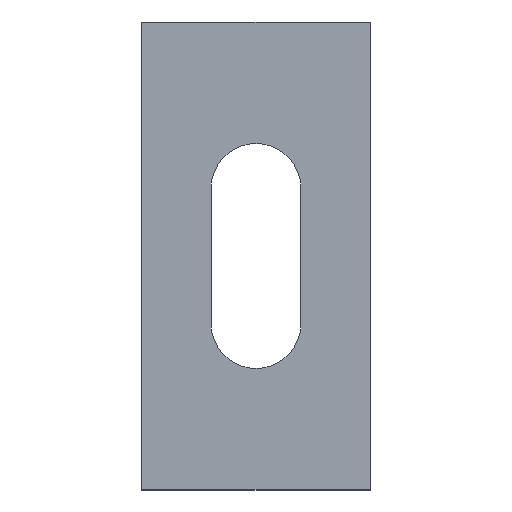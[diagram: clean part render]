
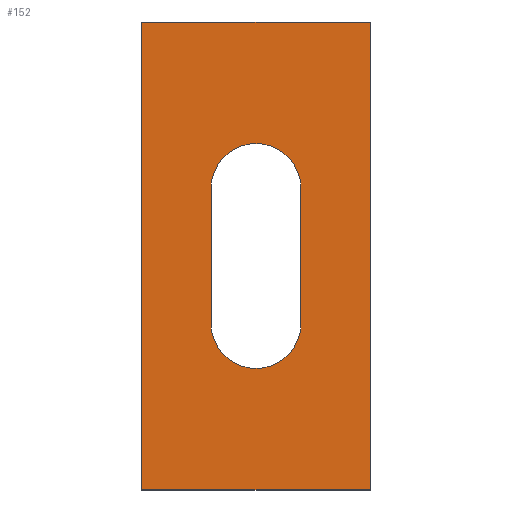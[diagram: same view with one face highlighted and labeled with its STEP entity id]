
A CAD part, top view. The second image highlights one B-rep face of the part: STEP entity #152.
In plain terms, the highlighted planar face has unit normal (0, 0, 1).
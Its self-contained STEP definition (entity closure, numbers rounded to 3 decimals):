
#4 = AXIS2_PLACEMENT_3D ( 'NONE', #70, #8, #189 ) ;
#8 = DIRECTION ( 'NONE',  ( 0., 0., 1. ) ) ;
#9 = EDGE_LOOP ( 'NONE', ( #100, #122, #49, #337 ) ) ;
#15 = VERTEX_POINT ( 'NONE', #31 ) ;
#16 = VECTOR ( 'NONE', #264, 1000. ) ;
#21 = LINE ( 'NONE', #198, #258 ) ;
#23 = ORIENTED_EDGE ( 'NONE', *, *, #215, .T. ) ;
#24 = DIRECTION ( 'NONE',  ( 0., -1., 0. ) ) ;
#31 = CARTESIAN_POINT ( 'NONE',  ( -25., 37.5, 1.5 ) ) ;
#34 = CIRCLE ( 'NONE', #4, 25. ) ;
#36 = CARTESIAN_POINT ( 'NONE',  ( 63.5, -130., 1.5 ) ) ;
#43 = VERTEX_POINT ( 'NONE', #354 ) ;
#49 = ORIENTED_EDGE ( 'NONE', *, *, #315, .F. ) ;
#61 = CARTESIAN_POINT ( 'NONE',  ( 25., -37.5, 1.5 ) ) ;
#62 = CARTESIAN_POINT ( 'NONE',  ( -63.5, 130., 1.5 ) ) ;
#65 = CARTESIAN_POINT ( 'NONE',  ( 0., 0., 1.5 ) ) ;
#66 = VECTOR ( 'NONE', #151, 1000. ) ;
#69 = CARTESIAN_POINT ( 'NONE',  ( -63.5, -130., 1.5 ) ) ;
#70 = CARTESIAN_POINT ( 'NONE',  ( 0., -37.5, 1.5 ) ) ;
#74 = VERTEX_POINT ( 'NONE', #69 ) ;
#81 = CARTESIAN_POINT ( 'NONE',  ( -25., 37.5, 1.5 ) ) ;
#89 = LINE ( 'NONE', #147, #16 ) ;
#100 = ORIENTED_EDGE ( 'NONE', *, *, #175, .F. ) ;
#104 = ORIENTED_EDGE ( 'NONE', *, *, #301, .T. ) ;
#114 = CARTESIAN_POINT ( 'NONE',  ( -63.5, -130., 1.5 ) ) ;
#122 = ORIENTED_EDGE ( 'NONE', *, *, #142, .F. ) ;
#123 = DIRECTION ( 'NONE',  ( 0., 0., -1. ) ) ;
#133 = VERTEX_POINT ( 'NONE', #323 ) ;
#139 = VERTEX_POINT ( 'NONE', #62 ) ;
#142 = EDGE_CURVE ( 'NONE', #43, #15, #222, .T. ) ;
#144 = LINE ( 'NONE', #81, #225 ) ;
#146 = LINE ( 'NONE', #114, #169 ) ;
#147 = CARTESIAN_POINT ( 'NONE',  ( -63.5, 130., 1.5 ) ) ;
#149 = DIRECTION ( 'NONE',  ( 1., 0., 0. ) ) ;
#150 = EDGE_CURVE ( 'NONE', #322, #139, #89, .T. ) ;
#151 = DIRECTION ( 'NONE',  ( 0., 1., 0. ) ) ;
#152 = ADVANCED_FACE ( 'NONE', ( #235, #347 ), #207, .F. ) ;
#156 = DIRECTION ( 'NONE',  ( 1., 0., 0. ) ) ;
#166 = DIRECTION ( 'NONE',  ( 0., -1., 0. ) ) ;
#167 = EDGE_CURVE ( 'NONE', #194, #322, #290, .T. ) ;
#169 = VECTOR ( 'NONE', #149, 1000. ) ;
#173 = DIRECTION ( 'NONE',  ( -1., 0., 0. ) ) ;
#175 = EDGE_CURVE ( 'NONE', #15, #133, #144, .T. ) ;
#183 = ORIENTED_EDGE ( 'NONE', *, *, #167, .T. ) ;
#189 = DIRECTION ( 'NONE',  ( 1., 0., 0. ) ) ;
#191 = ORIENTED_EDGE ( 'NONE', *, *, #150, .T. ) ;
#194 = VERTEX_POINT ( 'NONE', #311 ) ;
#198 = CARTESIAN_POINT ( 'NONE',  ( -63.5, -130., 1.5 ) ) ;
#207 = PLANE ( 'NONE',  #331 ) ;
#214 = EDGE_LOOP ( 'NONE', ( #183, #191, #23, #104 ) ) ;
#215 = EDGE_CURVE ( 'NONE', #139, #74, #21, .T. ) ;
#222 = CIRCLE ( 'NONE', #373, 25. ) ;
#225 = VECTOR ( 'NONE', #24, 1000. ) ;
#235 = FACE_BOUND ( 'NONE', #9, .T. ) ;
#240 = DIRECTION ( 'NONE',  ( 0., 1., 0. ) ) ;
#250 = VERTEX_POINT ( 'NONE', #61 ) ;
#258 = VECTOR ( 'NONE', #166, 1000. ) ;
#263 = CARTESIAN_POINT ( 'NONE',  ( 25., 37.5, 1.5 ) ) ;
#264 = DIRECTION ( 'NONE',  ( -1., 0., 0. ) ) ;
#267 = CARTESIAN_POINT ( 'NONE',  ( 63.5, 130., 1.5 ) ) ;
#290 = LINE ( 'NONE', #36, #342 ) ;
#295 = CARTESIAN_POINT ( 'NONE',  ( 0., 37.5, 1.5 ) ) ;
#301 = EDGE_CURVE ( 'NONE', #74, #194, #146, .T. ) ;
#311 = CARTESIAN_POINT ( 'NONE',  ( 63.5, -130., 1.5 ) ) ;
#315 = EDGE_CURVE ( 'NONE', #250, #43, #341, .T. ) ;
#322 = VERTEX_POINT ( 'NONE', #267 ) ;
#323 = CARTESIAN_POINT ( 'NONE',  ( -25., -37.5, 1.5 ) ) ;
#331 = AXIS2_PLACEMENT_3D ( 'NONE', #65, #123, #173 ) ;
#337 = ORIENTED_EDGE ( 'NONE', *, *, #374, .F. ) ;
#341 = LINE ( 'NONE', #263, #66 ) ;
#342 = VECTOR ( 'NONE', #240, 1000. ) ;
#347 = FACE_OUTER_BOUND ( 'NONE', #214, .T. ) ;
#354 = CARTESIAN_POINT ( 'NONE',  ( 25., 37.5, 1.5 ) ) ;
#372 = DIRECTION ( 'NONE',  ( 0., 0., 1. ) ) ;
#373 = AXIS2_PLACEMENT_3D ( 'NONE', #295, #372, #156 ) ;
#374 = EDGE_CURVE ( 'NONE', #133, #250, #34, .T. ) ;
